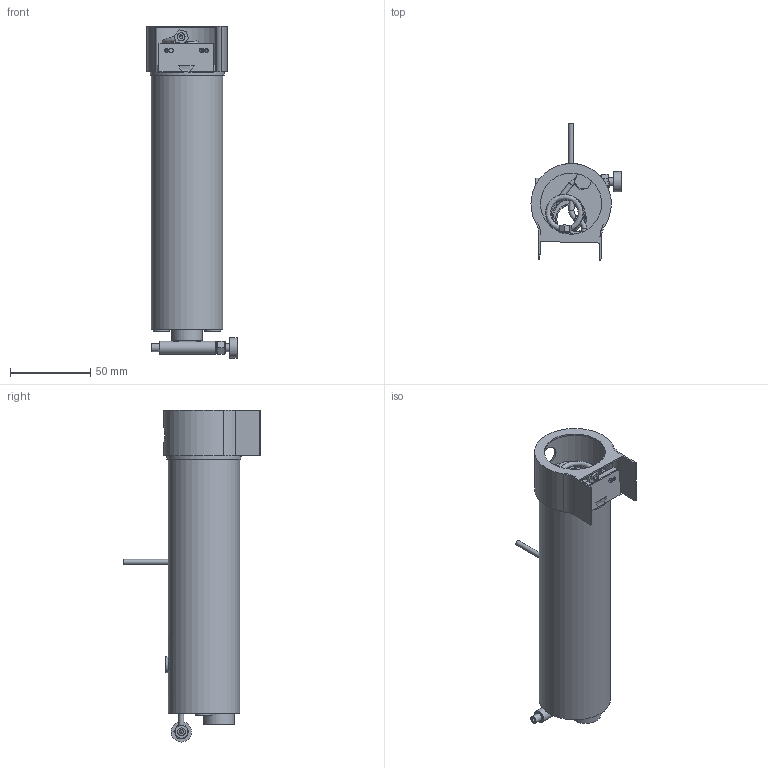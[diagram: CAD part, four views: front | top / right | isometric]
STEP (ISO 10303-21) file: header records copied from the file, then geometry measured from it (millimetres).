
FILE_DESCRIPTION(/* description */ ('ARM1G'),/* implementation_level */ '2;1');
FILE_NAME(/* name */ 'smokebox-boiler assembly',/* time_stamp */ '2020-05-03T12:08:03+01:00',/* author */ ('Keith Bucklitch'),/* organization */ ('G1MRA'),/* preprocessor_version */ 'ST-DEVELOPER v16.7',/* originating_system */ 'Solid Edge',/* authorisation */ 'Unknown');
FILE_SCHEMA (('AUTOMOTIVE_DESIGN {1 0 10303 214 3 1 1}'));
Length unit declared in the file: millimetre
Products named in the file (24): smokebox-boiler assembly; Manifold & boiler support; Manifold_0; Boiler support ring_0; Main steam connection; Banjo nut_0; Lock nut_0; Steam supply bolt_0; Steam banjo_0; Steam connection_0; Boiler assembly; Gland nut_0; Regulator spindle_0; Steam inlet pipe_0; Steam manifold_0; Standard boiler bush_1; Take-off bush_0; Steam pipe_0; Firetube_0; Rear tubeplate_0; Front tubeplate_0; Boiler barrel_0; Blast pipe; Smokebox
Assembly tree (25 placements, depth 3):
  smokebox-boiler assembly
    Manifold & boiler support
      Manifold_0
      Boiler support ring_0
    Main steam connection
      Banjo nut_0
      Lock nut_0
      Steam supply bolt_0
      Steam banjo_0
      Steam connection_0
    Boiler assembly
      Gland nut_0
      Regulator spindle_0
      Steam inlet pipe_0
      Steam manifold_0
      Standard boiler bush_1  x3
      Take-off bush_0
      Steam pipe_0
      Firetube_0
      Rear tubeplate_0
      Front tubeplate_0
      Boiler barrel_0
    Blast pipe
    Smokebox
Bounding box: 56.08 x 85.75 x 206.48 mm (x, y, z)
Volume: 40093.8 mm3; surface area: 98145.9 mm2
Topology: 22 solids, 22 shells, 232 faces, 517 edges, 337 vertices
Faces by surface type: plane 123, cylinder 92, bspline 8, torus 6, cone 3
Full cylindrical faces by diameter (mm): 1.5 x1, 2.175 x1, 2.3 x11, 2.4 x2, 3 x3, 3.175 x14, 3.2 x1, 3.9 x1, 4 x1, 4.763 x4, 4.9 x2, 5.08 x1, 5.8 x4, 6.35 x4, 8 x7, 10 x5, 12 x1, 12.7 x1, 17.65 x1, 19.05 x3, 38 x1, 43.05 x2, 43.1 x1, 44.5 x2, 46 x1
Entity records: 7292 total; most frequent: CARTESIAN_POINT 1962, DIRECTION 1017, ORIENTED_EDGE 770, AXIS2_PLACEMENT_3D 429, FACE_BOUND 391, EDGE_LOOP 390, EDGE_CURVE 385, VERTEX_POINT 302
